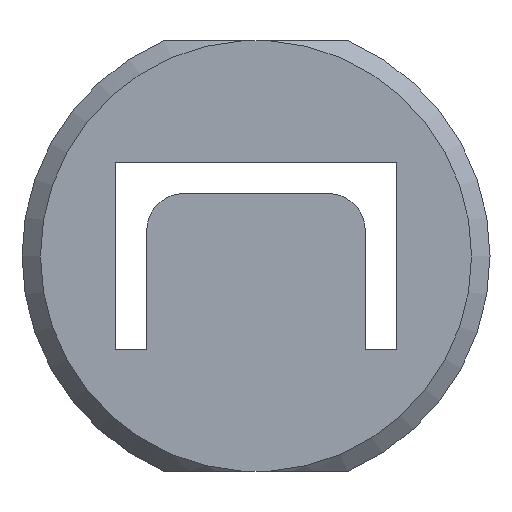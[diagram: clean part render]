
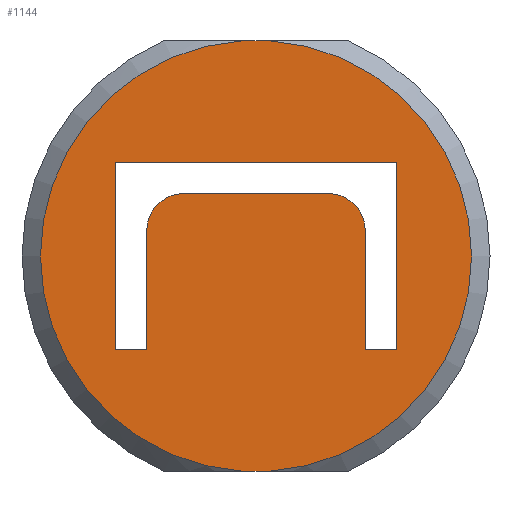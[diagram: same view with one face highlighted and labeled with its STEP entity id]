
A CAD part, front view. The second image highlights one B-rep face of the part: STEP entity #1144.
In plain terms, the highlighted planar face has unit normal (0, -1, 0).
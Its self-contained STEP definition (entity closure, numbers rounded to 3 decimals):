
#6 = EDGE_CURVE ( 'NONE', #225, #36, #13, .T. ) ;
#13 = CIRCLE ( 'NONE', #472, 3. ) ;
#17 = DIRECTION ( 'NONE',  ( 1., 0., 0. ) ) ;
#18 = DIRECTION ( 'NONE',  ( 0., -1., 0. ) ) ;
#24 = CARTESIAN_POINT ( 'NONE',  ( -8.89, 0., 2.08 ) ) ;
#36 = VERTEX_POINT ( 'NONE', #82 ) ;
#56 = CARTESIAN_POINT ( 'NONE',  ( -5.89, 0., 2.08 ) ) ;
#61 = DIRECTION ( 'NONE',  ( 0., -1., 0. ) ) ;
#62 = ORIENTED_EDGE ( 'NONE', *, *, #1058, .T. ) ;
#68 = DIRECTION ( 'NONE',  ( 0., -1., 0. ) ) ;
#82 = CARTESIAN_POINT ( 'NONE',  ( 5.89, 0., 5.08 ) ) ;
#95 = CARTESIAN_POINT ( 'NONE',  ( -11.43, 0., -7.62 ) ) ;
#105 = LINE ( 'NONE', #514, #697 ) ;
#114 = DIRECTION ( 'NONE',  ( -1., 0., 0. ) ) ;
#137 = DIRECTION ( 'NONE',  ( 0., 0., 1. ) ) ;
#142 = CARTESIAN_POINT ( 'NONE',  ( 11.43, 0., -7.62 ) ) ;
#145 = CARTESIAN_POINT ( 'NONE',  ( 8.89, 0., -7.62 ) ) ;
#157 = EDGE_CURVE ( 'NONE', #871, #526, #1180, .T. ) ;
#166 = LINE ( 'NONE', #457, #1299 ) ;
#174 = DIRECTION ( 'NONE',  ( 0., 0., 1. ) ) ;
#176 = DIRECTION ( 'NONE',  ( -1., 0., 0. ) ) ;
#177 = ORIENTED_EDGE ( 'NONE', *, *, #953, .T. ) ;
#197 = ORIENTED_EDGE ( 'NONE', *, *, #628, .T. ) ;
#201 = VECTOR ( 'NONE', #302, 1000. ) ;
#209 = DIRECTION ( 'NONE',  ( 0., 0., 1. ) ) ;
#213 = LINE ( 'NONE', #1011, #369 ) ;
#217 = ORIENTED_EDGE ( 'NONE', *, *, #738, .T. ) ;
#219 = ORIENTED_EDGE ( 'NONE', *, *, #1264, .T. ) ;
#223 = EDGE_CURVE ( 'NONE', #497, #683, #1120, .T. ) ;
#225 = VERTEX_POINT ( 'NONE', #233 ) ;
#226 = VERTEX_POINT ( 'NONE', #615 ) ;
#233 = CARTESIAN_POINT ( 'NONE',  ( 8.89, 0., 2.08 ) ) ;
#235 = CARTESIAN_POINT ( 'NONE',  ( 11.43, 0., -7.62 ) ) ;
#245 = PLANE ( 'NONE',  #1186 ) ;
#267 = CARTESIAN_POINT ( 'NONE',  ( -11.43, 0., 7.62 ) ) ;
#276 = DIRECTION ( 'NONE',  ( 0., 0., -1. ) ) ;
#277 = VECTOR ( 'NONE', #276, 1000. ) ;
#281 = CARTESIAN_POINT ( 'NONE',  ( -11.43, 0., 7.62 ) ) ;
#293 = VERTEX_POINT ( 'NONE', #24 ) ;
#302 = DIRECTION ( 'NONE',  ( 1., 0., 0. ) ) ;
#309 = CIRCLE ( 'NONE', #1054, 3. ) ;
#311 = DIRECTION ( 'NONE',  ( 0., 0., 1. ) ) ;
#338 = VERTEX_POINT ( 'NONE', #752 ) ;
#345 = FACE_OUTER_BOUND ( 'NONE', #686, .T. ) ;
#355 = DIRECTION ( 'NONE',  ( 0., 0., 1. ) ) ;
#369 = VECTOR ( 'NONE', #311, 1000. ) ;
#376 = VERTEX_POINT ( 'NONE', #142 ) ;
#400 = CARTESIAN_POINT ( 'NONE',  ( -11.43, 0., 7.62 ) ) ;
#401 = CARTESIAN_POINT ( 'NONE',  ( 0., 0., 0. ) ) ;
#423 = LINE ( 'NONE', #825, #913 ) ;
#451 = ORIENTED_EDGE ( 'NONE', *, *, #6, .T. ) ;
#455 = DIRECTION ( 'NONE',  ( 0., -1., 0. ) ) ;
#457 = CARTESIAN_POINT ( 'NONE',  ( -7.5, 0., 17.511 ) ) ;
#462 = CARTESIAN_POINT ( 'NONE',  ( -11.43, 0., -7.62 ) ) ;
#472 = AXIS2_PLACEMENT_3D ( 'NONE', #981, #61, #137 ) ;
#481 = AXIS2_PLACEMENT_3D ( 'NONE', #684, #68, #174 ) ;
#497 = VERTEX_POINT ( 'NONE', #1279 ) ;
#514 = CARTESIAN_POINT ( 'NONE',  ( -7.5, 0., -17.511 ) ) ;
#526 = VERTEX_POINT ( 'NONE', #281 ) ;
#534 = EDGE_LOOP ( 'NONE', ( #197, #451, #62, #1229, #610, #177, #876, #1305, #219, #1017 ) ) ;
#554 = EDGE_CURVE ( 'NONE', #683, #703, #166, .T. ) ;
#562 = CARTESIAN_POINT ( 'NONE',  ( -1.162, 0., -17.511 ) ) ;
#572 = DIRECTION ( 'NONE',  ( -1., 0., 0. ) ) ;
#573 = VECTOR ( 'NONE', #176, 1000. ) ;
#610 = ORIENTED_EDGE ( 'NONE', *, *, #1065, .T. ) ;
#615 = CARTESIAN_POINT ( 'NONE',  ( -5.89, 0., 5.08 ) ) ;
#628 = EDGE_CURVE ( 'NONE', #1138, #225, #213, .T. ) ;
#676 = DIRECTION ( 'NONE',  ( 0., 0., 1. ) ) ;
#683 = VERTEX_POINT ( 'NONE', #1025 ) ;
#684 = CARTESIAN_POINT ( 'NONE',  ( 0., 0., 0. ) ) ;
#686 = EDGE_LOOP ( 'NONE', ( #217, #847, #717, #1220 ) ) ;
#697 = VECTOR ( 'NONE', #17, 1000. ) ;
#703 = VERTEX_POINT ( 'NONE', #808 ) ;
#713 = EDGE_CURVE ( 'NONE', #526, #1271, #918, .T. ) ;
#717 = ORIENTED_EDGE ( 'NONE', *, *, #554, .T. ) ;
#719 = CARTESIAN_POINT ( 'NONE',  ( -8.89, 0., -7.62 ) ) ;
#738 = EDGE_CURVE ( 'NONE', #858, #497, #105, .T. ) ;
#752 = CARTESIAN_POINT ( 'NONE',  ( -8.89, 0., -7.62 ) ) ;
#754 = CARTESIAN_POINT ( 'NONE',  ( 0., 0., 0. ) ) ;
#767 = FACE_BOUND ( 'NONE', #534, .T. ) ;
#788 = LINE ( 'NONE', #1190, #277 ) ;
#808 = CARTESIAN_POINT ( 'NONE',  ( -1.162, 0., 17.511 ) ) ;
#825 = CARTESIAN_POINT ( 'NONE',  ( -8.89, 0., 5.08 ) ) ;
#847 = ORIENTED_EDGE ( 'NONE', *, *, #223, .T. ) ;
#858 = VERTEX_POINT ( 'NONE', #562 ) ;
#869 = EDGE_CURVE ( 'NONE', #226, #293, #309, .T. ) ;
#871 = VERTEX_POINT ( 'NONE', #462 ) ;
#876 = ORIENTED_EDGE ( 'NONE', *, *, #157, .T. ) ;
#913 = VECTOR ( 'NONE', #114, 1000. ) ;
#918 = LINE ( 'NONE', #400, #201 ) ;
#953 = EDGE_CURVE ( 'NONE', #338, #871, #1009, .T. ) ;
#981 = CARTESIAN_POINT ( 'NONE',  ( 5.89, 0., 2.08 ) ) ;
#984 = DIRECTION ( 'NONE',  ( 0., 0., 1. ) ) ;
#1009 = LINE ( 'NONE', #95, #573 ) ;
#1011 = CARTESIAN_POINT ( 'NONE',  ( 8.89, 0., -7.62 ) ) ;
#1015 = AXIS2_PLACEMENT_3D ( 'NONE', #401, #18, #209 ) ;
#1017 = ORIENTED_EDGE ( 'NONE', *, *, #1099, .T. ) ;
#1025 = CARTESIAN_POINT ( 'NONE',  ( 1.162, 0., 17.511 ) ) ;
#1029 = DIRECTION ( 'NONE',  ( -1., 0., 0. ) ) ;
#1034 = LINE ( 'NONE', #235, #1077 ) ;
#1054 = AXIS2_PLACEMENT_3D ( 'NONE', #56, #455, #984 ) ;
#1058 = EDGE_CURVE ( 'NONE', #36, #226, #423, .T. ) ;
#1065 = EDGE_CURVE ( 'NONE', #293, #338, #1221, .T. ) ;
#1077 = VECTOR ( 'NONE', #1029, 1000. ) ;
#1087 = CARTESIAN_POINT ( 'NONE',  ( 11.43, 0., 7.62 ) ) ;
#1099 = EDGE_CURVE ( 'NONE', #376, #1138, #1034, .T. ) ;
#1120 = CIRCLE ( 'NONE', #1015, 17.55 ) ;
#1132 = DIRECTION ( 'NONE',  ( 0., 0., -1. ) ) ;
#1138 = VERTEX_POINT ( 'NONE', #145 ) ;
#1144 = ADVANCED_FACE ( 'NONE', ( #767, #345 ), #245, .F. ) ;
#1159 = VECTOR ( 'NONE', #676, 1000. ) ;
#1180 = LINE ( 'NONE', #267, #1159 ) ;
#1186 = AXIS2_PLACEMENT_3D ( 'NONE', #754, #1263, #355 ) ;
#1190 = CARTESIAN_POINT ( 'NONE',  ( 11.43, 0., 7.62 ) ) ;
#1204 = VECTOR ( 'NONE', #1132, 1000. ) ;
#1220 = ORIENTED_EDGE ( 'NONE', *, *, #1280, .T. ) ;
#1221 = LINE ( 'NONE', #719, #1204 ) ;
#1229 = ORIENTED_EDGE ( 'NONE', *, *, #869, .T. ) ;
#1263 = DIRECTION ( 'NONE',  ( 0., 1., 0. ) ) ;
#1264 = EDGE_CURVE ( 'NONE', #1271, #376, #788, .T. ) ;
#1271 = VERTEX_POINT ( 'NONE', #1087 ) ;
#1279 = CARTESIAN_POINT ( 'NONE',  ( 1.162, 0., -17.511 ) ) ;
#1280 = EDGE_CURVE ( 'NONE', #703, #858, #1298, .T. ) ;
#1298 = CIRCLE ( 'NONE', #481, 17.55 ) ;
#1299 = VECTOR ( 'NONE', #572, 1000. ) ;
#1305 = ORIENTED_EDGE ( 'NONE', *, *, #713, .T. ) ;
